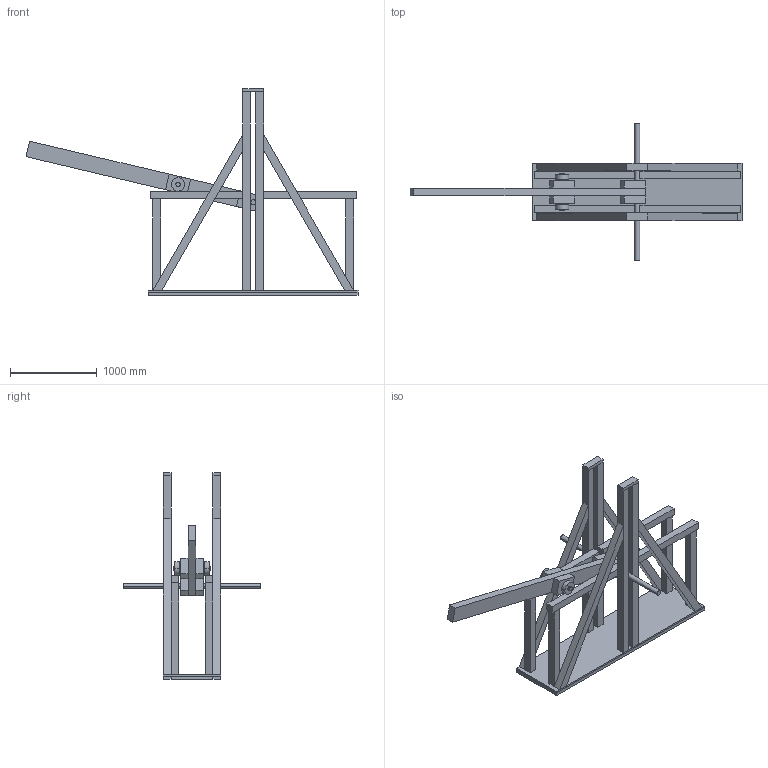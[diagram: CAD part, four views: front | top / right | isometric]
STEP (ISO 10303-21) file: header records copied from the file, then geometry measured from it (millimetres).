
FILE_DESCRIPTION(('FreeCAD Model'),'2;1');
FILE_NAME('Open CASCADE Shape Model','2023-06-21T14:48:11',(''),(''), 'Open CASCADE STEP processor 7.6','FreeCAD','Unknown');
FILE_SCHEMA(('AUTOMOTIVE_DESIGN { 1 0 10303 214 1 1 1 1 }'));
Length unit declared in the file: millimetre
Products named in the file (13): Floating Arm Trebuchet; Base; Throwing arm; Long beam; Short beam; Schaft; Rollers; Frame; Support; Poles; Rails; Braces; Top plate
Assembly tree (12 placements, depth 3):
  Floating Arm Trebuchet
    Base
    Throwing arm
      Long beam
      Short beam
      Schaft
      Rollers
    Frame
      Support
      Poles
      Rails
      Braces
      Top plate
Bounding box: 3823.23 x 1574.8 x 2381.25 mm (x, y, z)
Volume: 326119199.7 mm3; surface area: 17452953.8 mm2
Topology: 34 solids, 34 shells, 212 faces, 1248 edges, 3552 vertices
Faces by surface type: plane 188, cylinder 24
Entity records: 22411 total; most frequent: CARTESIAN_POINT 6093, DIRECTION 2656, LINE 1936, VECTOR 1936, ORIENTED_EDGE 864, PCURVE 864, DEFINITIONAL_REPRESENTATION 864, GEOMETRIC_CURVE_SET 825
